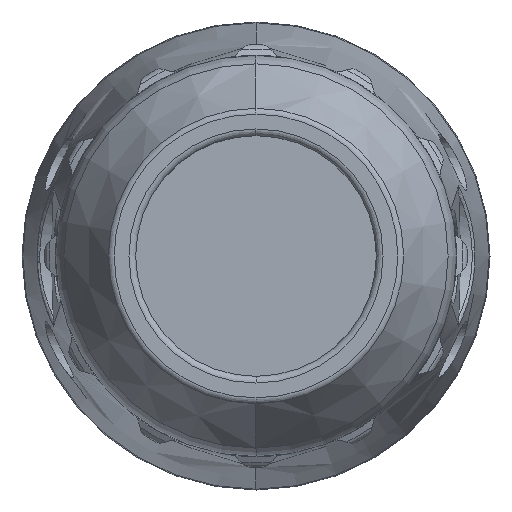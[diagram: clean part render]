
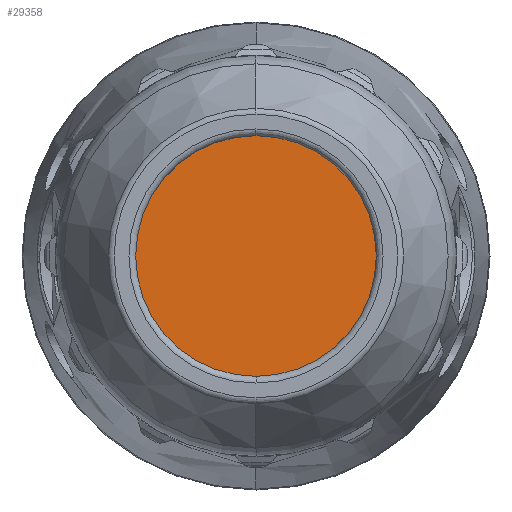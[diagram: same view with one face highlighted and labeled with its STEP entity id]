
A CAD part, left-side view. The second image highlights one B-rep face of the part: STEP entity #29358.
In plain terms, the highlighted planar face has unit normal (-1, 0, 0).
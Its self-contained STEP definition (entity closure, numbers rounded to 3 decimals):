
#9315=CARTESIAN_POINT('',(-34.4,0.,0.));
#9316=DIRECTION('',(-1.,0.,0.));
#9317=DIRECTION('',(0.,0.,-1.));
#9318=AXIS2_PLACEMENT_3D('',#9315,#9316,#9317);
#9320=CARTESIAN_POINT('',(-34.4,0.,0.));
#9321=DIRECTION('',(-1.,0.,0.));
#9322=DIRECTION('',(0.,0.,1.));
#9323=AXIS2_PLACEMENT_3D('',#9320,#9321,#9322);
#10954=CARTESIAN_POINT('',(-34.4,0.,-9.));
#10955=CARTESIAN_POINT('',(-34.4,0.,9.));
#10956=VERTEX_POINT('',#10954);
#10957=VERTEX_POINT('',#10955);
#29348=CARTESIAN_POINT('',(-34.4,0.,0.));
#29349=DIRECTION('',(-1.,0.,0.));
#29350=DIRECTION('',(0.,-1.,0.));
#29351=AXIS2_PLACEMENT_3D('',#29348,#29349,#29350);
#29352=PLANE('',#29351);
#29354=ORIENTED_EDGE('',*,*,#29353,.F.);
#29355=ORIENTED_EDGE('',*,*,#29338,.F.);
#29356=EDGE_LOOP('',(#29354,#29355));
#29357=FACE_OUTER_BOUND('',#29356,.F.);
#29358=ADVANCED_FACE('',(#29357),#29352,.T.);
#9319=CIRCLE('',#9318,9.);
#9324=CIRCLE('',#9323,9.);
#29338=EDGE_CURVE('',#10957,#10956,#9324,.T.);
#29353=EDGE_CURVE('',#10956,#10957,#9319,.T.);
